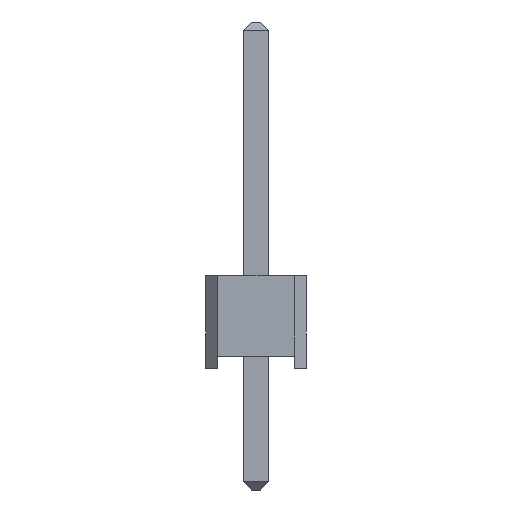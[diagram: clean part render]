
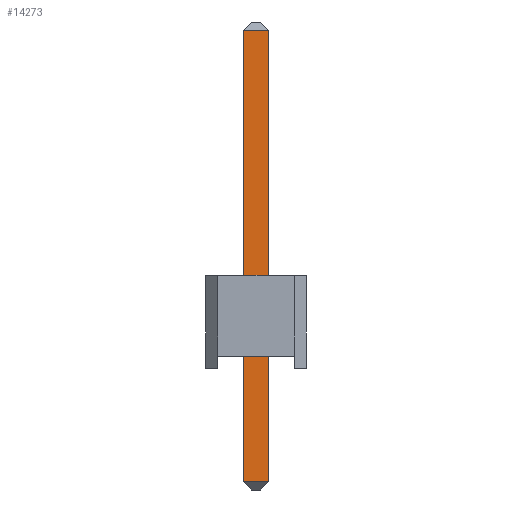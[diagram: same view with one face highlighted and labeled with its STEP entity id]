
A CAD part, left-side view. The second image highlights one B-rep face of the part: STEP entity #14273.
In plain terms, the highlighted planar face has unit normal (-1, 0, 0).
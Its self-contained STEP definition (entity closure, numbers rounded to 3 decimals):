
#13920 = PLANE('',#13921);
#13921 = AXIS2_PLACEMENT_3D('',#13922,#13923,#13924);
#13922 = CARTESIAN_POINT('',(-0.32,0.32,-3.));
#13923 = DIRECTION('',(-0.,1.,0.));
#13924 = DIRECTION('',(0.,0.,1.));
#13945 = VERTEX_POINT('',#13946);
#13946 = CARTESIAN_POINT('',(-0.32,0.32,-2.8));
#13972 = EDGE_CURVE('',#13945,#13973,#13975,.T.);
#13973 = VERTEX_POINT('',#13974);
#13974 = CARTESIAN_POINT('',(-0.32,0.32,8.34));
#13975 = SURFACE_CURVE('',#13976,(#13980,#13987),.PCURVE_S1.);
#13976 = LINE('',#13977,#13978);
#13977 = CARTESIAN_POINT('',(-0.32,0.32,-3.));
#13978 = VECTOR('',#13979,1.);
#13979 = DIRECTION('',(0.,-0.,1.));
#13980 = PCURVE('',#13920,#13981);
#13981 = DEFINITIONAL_REPRESENTATION('',(#13982),#13986);
#13982 = LINE('',#13983,#13984);
#13983 = CARTESIAN_POINT('',(0.,0.));
#13984 = VECTOR('',#13985,1.);
#13985 = DIRECTION('',(1.,0.));
#13986 = ( GEOMETRIC_REPRESENTATION_CONTEXT(2) 
PARAMETRIC_REPRESENTATION_CONTEXT() REPRESENTATION_CONTEXT('2D SPACE',''
  ) );
#13987 = PCURVE('',#13988,#13993);
#13988 = PLANE('',#13989);
#13989 = AXIS2_PLACEMENT_3D('',#13990,#13991,#13992);
#13990 = CARTESIAN_POINT('',(-0.32,-0.32,-3.));
#13991 = DIRECTION('',(-1.,0.,0.));
#13992 = DIRECTION('',(0.,0.,1.));
#13993 = DEFINITIONAL_REPRESENTATION('',(#13994),#13998);
#13994 = LINE('',#13995,#13996);
#13995 = CARTESIAN_POINT('',(0.,0.64));
#13996 = VECTOR('',#13997,1.);
#13997 = DIRECTION('',(1.,0.));
#13998 = ( GEOMETRIC_REPRESENTATION_CONTEXT(2) 
PARAMETRIC_REPRESENTATION_CONTEXT() REPRESENTATION_CONTEXT('2D SPACE',''
  ) );
#14100 = PLANE('',#14101);
#14101 = AXIS2_PLACEMENT_3D('',#14102,#14103,#14104);
#14102 = CARTESIAN_POINT('',(-0.22,-0.32,-2.9));
#14103 = DIRECTION('',(0.707,0.,0.707));
#14104 = DIRECTION('',(0.707,0.,-0.707));
#14133 = PLANE('',#14134);
#14134 = AXIS2_PLACEMENT_3D('',#14135,#14136,#14137);
#14135 = CARTESIAN_POINT('',(0.32,-0.32,-3.));
#14136 = DIRECTION('',(0.,-1.,0.));
#14137 = DIRECTION('',(0.,-0.,-1.));
#14213 = PLANE('',#14214);
#14214 = AXIS2_PLACEMENT_3D('',#14215,#14216,#14217);
#14215 = CARTESIAN_POINT('',(-0.22,-0.32,8.44));
#14216 = DIRECTION('',(-0.707,0.,0.707));
#14217 = DIRECTION('',(0.707,0.,0.707));
#14273 = ADVANCED_FACE('',(#14274),#13988,.T.);
#14274 = FACE_BOUND('',#14275,.T.);
#14275 = EDGE_LOOP('',(#14276,#14277,#14300,#14323));
#14276 = ORIENTED_EDGE('',*,*,#13972,.F.);
#14277 = ORIENTED_EDGE('',*,*,#14278,.T.);
#14278 = EDGE_CURVE('',#13945,#14279,#14281,.T.);
#14279 = VERTEX_POINT('',#14280);
#14280 = CARTESIAN_POINT('',(-0.32,-0.32,-2.8));
#14281 = SURFACE_CURVE('',#14282,(#14286,#14293),.PCURVE_S1.);
#14282 = LINE('',#14283,#14284);
#14283 = CARTESIAN_POINT('',(-0.32,-0.32,-2.8));
#14284 = VECTOR('',#14285,1.);
#14285 = DIRECTION('',(-0.,-1.,0.));
#14286 = PCURVE('',#13988,#14287);
#14287 = DEFINITIONAL_REPRESENTATION('',(#14288),#14292);
#14288 = LINE('',#14289,#14290);
#14289 = CARTESIAN_POINT('',(0.2,0.));
#14290 = VECTOR('',#14291,1.);
#14291 = DIRECTION('',(0.,-1.));
#14292 = ( GEOMETRIC_REPRESENTATION_CONTEXT(2) 
PARAMETRIC_REPRESENTATION_CONTEXT() REPRESENTATION_CONTEXT('2D SPACE',''
  ) );
#14293 = PCURVE('',#14100,#14294);
#14294 = DEFINITIONAL_REPRESENTATION('',(#14295),#14299);
#14295 = LINE('',#14296,#14297);
#14296 = CARTESIAN_POINT('',(-0.141,0.));
#14297 = VECTOR('',#14298,1.);
#14298 = DIRECTION('',(-0.,-1.));
#14299 = ( GEOMETRIC_REPRESENTATION_CONTEXT(2) 
PARAMETRIC_REPRESENTATION_CONTEXT() REPRESENTATION_CONTEXT('2D SPACE',''
  ) );
#14300 = ORIENTED_EDGE('',*,*,#14301,.T.);
#14301 = EDGE_CURVE('',#14279,#14302,#14304,.T.);
#14302 = VERTEX_POINT('',#14303);
#14303 = CARTESIAN_POINT('',(-0.32,-0.32,8.34));
#14304 = SURFACE_CURVE('',#14305,(#14309,#14316),.PCURVE_S1.);
#14305 = LINE('',#14306,#14307);
#14306 = CARTESIAN_POINT('',(-0.32,-0.32,-3.));
#14307 = VECTOR('',#14308,1.);
#14308 = DIRECTION('',(0.,0.,1.));
#14309 = PCURVE('',#13988,#14310);
#14310 = DEFINITIONAL_REPRESENTATION('',(#14311),#14315);
#14311 = LINE('',#14312,#14313);
#14312 = CARTESIAN_POINT('',(0.,0.));
#14313 = VECTOR('',#14314,1.);
#14314 = DIRECTION('',(1.,0.));
#14315 = ( GEOMETRIC_REPRESENTATION_CONTEXT(2) 
PARAMETRIC_REPRESENTATION_CONTEXT() REPRESENTATION_CONTEXT('2D SPACE',''
  ) );
#14316 = PCURVE('',#14133,#14317);
#14317 = DEFINITIONAL_REPRESENTATION('',(#14318),#14322);
#14318 = LINE('',#14319,#14320);
#14319 = CARTESIAN_POINT('',(-0.,-0.64));
#14320 = VECTOR('',#14321,1.);
#14321 = DIRECTION('',(-1.,0.));
#14322 = ( GEOMETRIC_REPRESENTATION_CONTEXT(2) 
PARAMETRIC_REPRESENTATION_CONTEXT() REPRESENTATION_CONTEXT('2D SPACE',''
  ) );
#14323 = ORIENTED_EDGE('',*,*,#14324,.T.);
#14324 = EDGE_CURVE('',#14302,#13973,#14325,.T.);
#14325 = SURFACE_CURVE('',#14326,(#14330,#14337),.PCURVE_S1.);
#14326 = LINE('',#14327,#14328);
#14327 = CARTESIAN_POINT('',(-0.32,-0.32,8.34));
#14328 = VECTOR('',#14329,1.);
#14329 = DIRECTION('',(0.,1.,-0.));
#14330 = PCURVE('',#13988,#14331);
#14331 = DEFINITIONAL_REPRESENTATION('',(#14332),#14336);
#14332 = LINE('',#14333,#14334);
#14333 = CARTESIAN_POINT('',(11.34,0.));
#14334 = VECTOR('',#14335,1.);
#14335 = DIRECTION('',(0.,1.));
#14336 = ( GEOMETRIC_REPRESENTATION_CONTEXT(2) 
PARAMETRIC_REPRESENTATION_CONTEXT() REPRESENTATION_CONTEXT('2D SPACE',''
  ) );
#14337 = PCURVE('',#14213,#14338);
#14338 = DEFINITIONAL_REPRESENTATION('',(#14339),#14343);
#14339 = LINE('',#14340,#14341);
#14340 = CARTESIAN_POINT('',(-0.141,0.));
#14341 = VECTOR('',#14342,1.);
#14342 = DIRECTION('',(0.,1.));
#14343 = ( GEOMETRIC_REPRESENTATION_CONTEXT(2) 
PARAMETRIC_REPRESENTATION_CONTEXT() REPRESENTATION_CONTEXT('2D SPACE',''
  ) );
